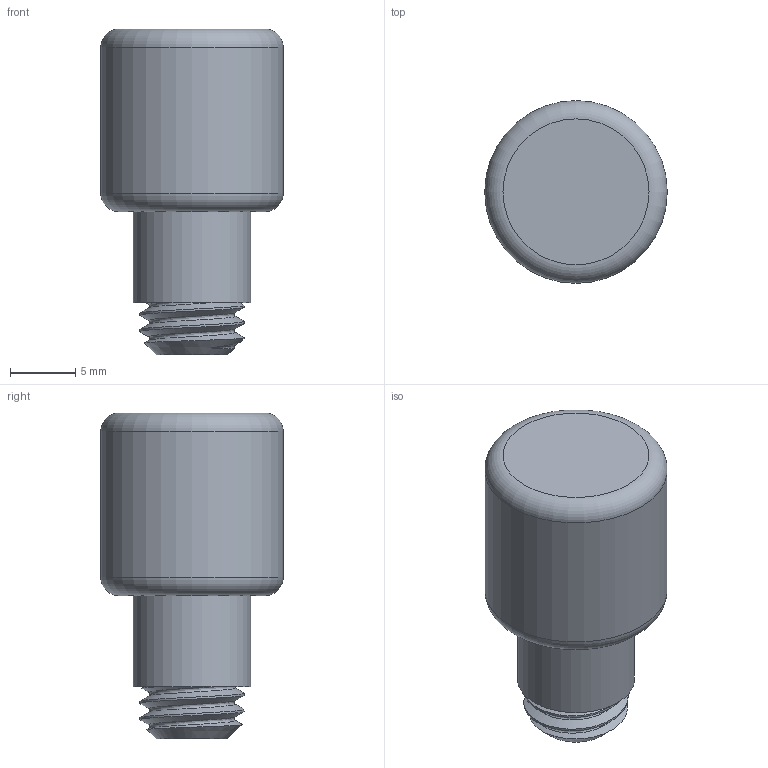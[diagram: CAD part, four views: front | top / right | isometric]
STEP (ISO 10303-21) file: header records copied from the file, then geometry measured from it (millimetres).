
FILE_DESCRIPTION(('FreeCAD Model'),'2;1');
FILE_NAME('Open CASCADE Shape Model','2026-01-25T14:01:58',(''),(''), 'Open CASCADE STEP processor 7.8','FreeCAD','Unknown');
FILE_SCHEMA(('AUTOMOTIVE_DESIGN { 1 0 10303 214 1 1 1 1 }'));
Length unit declared in the file: millimetre
Products named in the file (3): TrimKnob; Knob; M8x5-ThreadedRod
Assembly tree (2 placements, depth 2):
  TrimKnob
    Knob
    M8x5-ThreadedRod
Bounding box: 14 x 14 x 25 mm (x, y, z)
Volume: 2752.9 mm3; surface area: 1286.7 mm2
Topology: 2 solids, 2 shells, 30 faces, 57 edges, 32 vertices
Faces by surface type: bspline 13, cylinder 6, plane 5, cone 4, torus 2
Full cylindrical faces by diameter (mm): 8 x2, 9 x1, 14 x1
Entity records: 4345 total; most frequent: CARTESIAN_POINT 3263, DIRECTION 141, ORIENTED_EDGE 114, PCURVE 114, DEFINITIONAL_REPRESENTATION 114, B_SPLINE_CURVE_WITH_KNOTS 76, LINE 67, VECTOR 67
